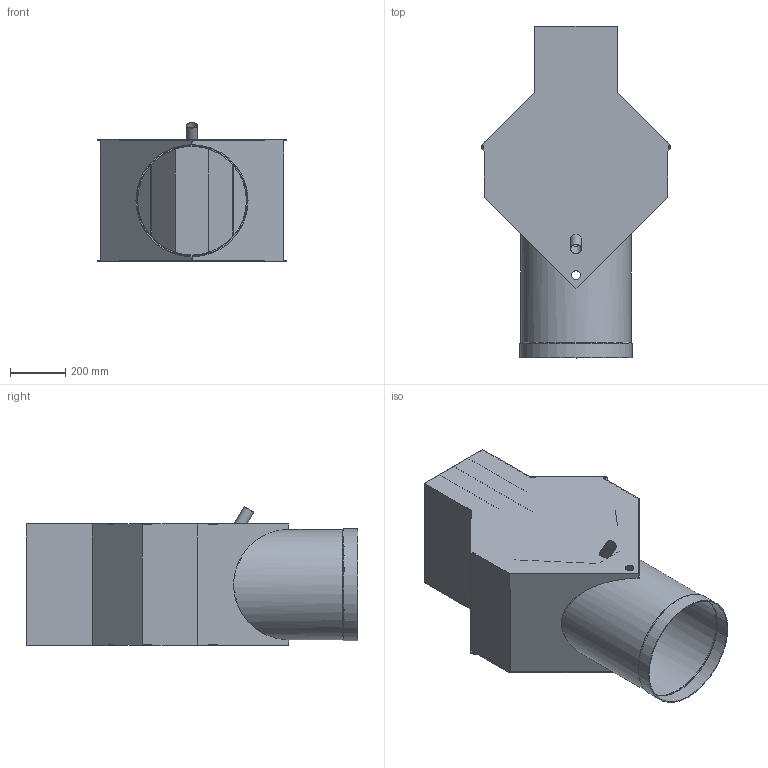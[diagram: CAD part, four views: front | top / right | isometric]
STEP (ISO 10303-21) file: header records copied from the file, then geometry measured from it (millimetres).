
FILE_DESCRIPTION( ( 'STEP AP214' ), '1' );
FILE_NAME( '3000941H.stp', '2022-01-26T09:53:39', ( 'License CC BY-ND 4.0' ), ( 'CADENAS' ), ' ', 'PARTsolutions', ' ' );
FILE_SCHEMA( ( 'AUTOMOTIVE_DESIGN { 1 0 10303 214 1 1 1 1 }' ) );
Length unit declared in the file: millimetre
Products named in the file (1): _3000941H
Bounding box: 688 x 1202 x 502.9 mm (x, y, z)
Volume: 8674475 mm3; surface area: 5803942 mm2
Topology: 1 solids, 1 shells, 72 faces, 213 edges, 140 vertices
Faces by surface type: plane 58, cylinder 13, cone 1
Full cylindrical faces by diameter (mm): 9 x4, 32 x2, 38 x1, 40 x2, 394 x1, 400 x2, 406 x1
Entity records: 2909 total; most frequent: CARTESIAN_POINT 402, ORIENTED_EDGE 386, DIRECTION 375, EDGE_CURVE 193, LINE 157, VECTOR 157, VERTEX_POINT 136, AXIS2_PLACEMENT_3D 109
